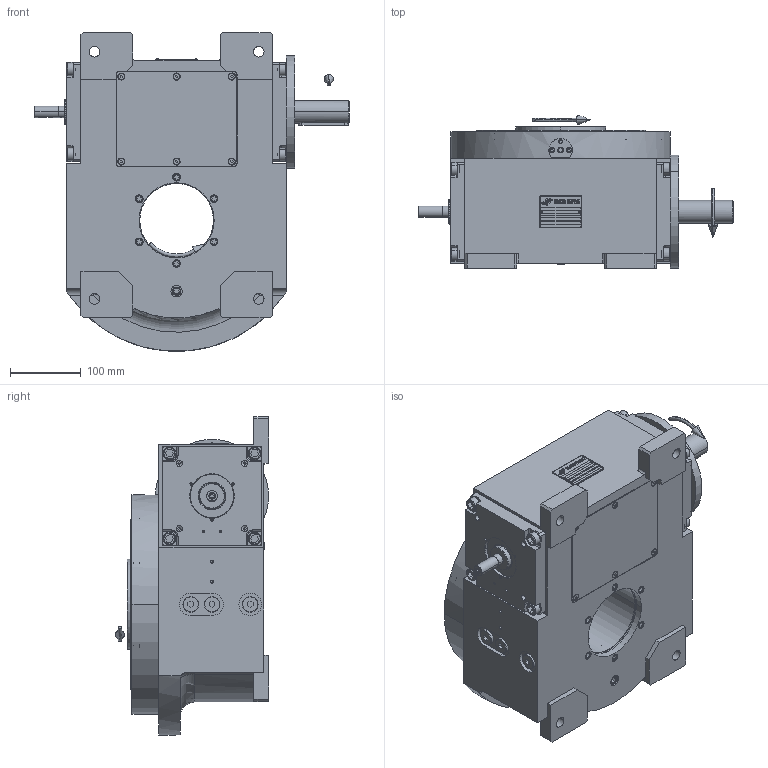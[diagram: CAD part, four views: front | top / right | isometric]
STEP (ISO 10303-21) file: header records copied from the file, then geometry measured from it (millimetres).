
FILE_DESCRIPTION (( 'STEP AP203' ), '1' );
FILE_NAME ('PC5200458.step', '2024-07-05T15:04:30', ( '' ), ( '' ), 'SwSTEP 2.0', 'SolidWorks 2020', '' );
FILE_SCHEMA (( 'CONFIG_CONTROL_DESIGN' ));
Length unit declared in the file: millimetre
Products named in the file (84): cfn2276_01_056; cfn2000_01_081; cfn2000_01_099; cfn2128_04_002; cfn2000_01_152; rig09_016; cfn2000_01_161; AS_rig09_004; cfn2151_01_167; CFN2223_02_004.stp; rig09_001_a_s_003; rig09_014_s_003; CFN2010_02_002.stp; cfn2003_01_054; CFN2203_02_002.stp; cfn2476_01_002_60x46; rig09_003_6_s_002; cfn2104_01_018; rig09_007_master; AS_rig09_071_6_m_n_02; rig09_071_6_m_n_02.stp; olio_agip_blasia_150; cfn2155_01_095; freccia_angolare_albero; AS_900_38_30_003; CFN2223_02_003.stp; cfn2115_02_058; rig09_004; cfn2151_01_233; CFN2010_01_020.stp; cfn2107_01_001; cfn2115_02_057; RIG09_005_AF0.stp; cfn2070_05_009; rig09_002_bl_003; AS_rig09_014_s_003; CFN2104_02_018.stp; CFN2356_03_053.stp; AS_rig09_002_bl_003; PC5200458 ...
Assembly tree (72 placements, depth 5):
  cfn2276_01_056
  cfn2151_01_167
  CFN2223_02_004.stp
  CFN2203_02_002.stp
  rig09_007_master
Bounding box: 444.5 x 216.5 x 450 mm (x, y, z)
Volume: 4922842.2 mm3; surface area: 1277185.7 mm2
Topology: 64 solids, 64 shells, 1997 faces, 4920 edges, 3163 vertices
Faces by surface type: plane 1035, cylinder 639, cone 292, torus 25, sphere 4, bspline 2
Entity records: 69418 total; most frequent: CARTESIAN_POINT 13613, DIRECTION 9981, ORIENTED_EDGE 9520, EDGE_CURVE 4760, AXIS2_PLACEMENT_3D 3437, VECTOR 3107, LINE 3107, VERTEX_POINT 3102
